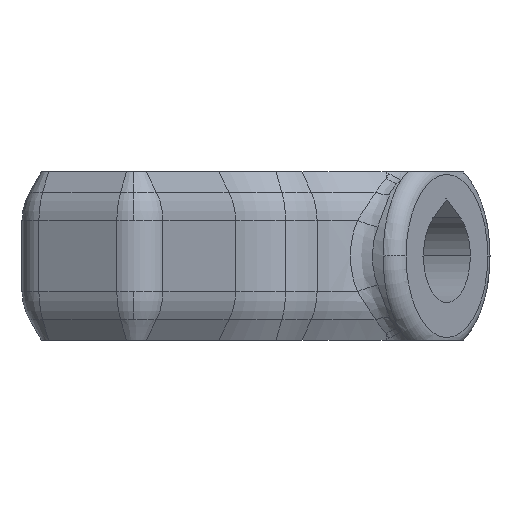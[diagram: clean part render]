
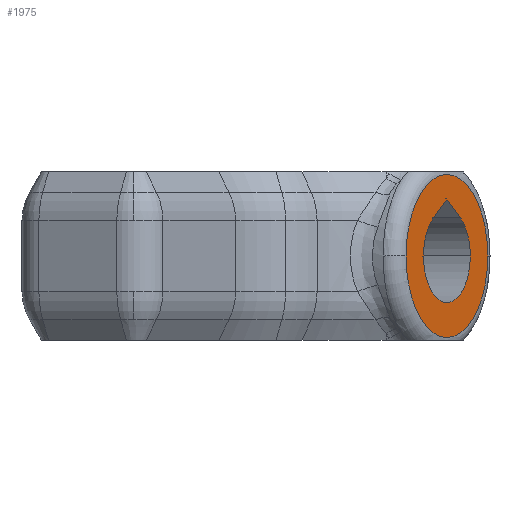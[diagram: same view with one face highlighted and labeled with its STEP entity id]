
A CAD part, left-side view. The second image highlights one B-rep face of the part: STEP entity #1975.
In plain terms, the highlighted planar face has unit normal (-0.5, -0.866, 0).
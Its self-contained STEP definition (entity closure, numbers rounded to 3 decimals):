
#75 = CARTESIAN_POINT ( 'NONE',  ( -25.666, -4.349, 10.899 ) ) ;
#118 = CARTESIAN_POINT ( 'NONE',  ( -17.32, -9.167, 7.5 ) ) ;
#124 = CARTESIAN_POINT ( 'NONE',  ( -27.199, -3.464, 7.5 ) ) ;
#1057 = VERTEX_POINT ( 'NONE', #8196 ) ;
#1079 = VERTEX_POINT ( 'NONE', #8174 ) ;
#1131 = VERTEX_POINT ( 'NONE', #124 ) ;
#1137 = VERTEX_POINT ( 'NONE', #118 ) ;
#1177 = VERTEX_POINT ( 'NONE', #75 ) ;
#1469 = ORIENTED_EDGE ( 'NONE', *, *, #5344, .T. ) ;
#1521 = ORIENTED_EDGE ( 'NONE', *, *, #5420, .T. ) ;
#1566 = ORIENTED_EDGE ( 'NONE', *, *, #5411, .T. ) ;
#1579 = ORIENTED_EDGE ( 'NONE', *, *, #5407, .T. ) ;
#1581 = ORIENTED_EDGE ( 'NONE', *, *, #5423, .T. ) ;
#1582 = ORIENTED_EDGE ( 'NONE', *, *, #5422, .T. ) ;
#1584 = ORIENTED_EDGE ( 'NONE', *, *, #5421, .T. ) ;
#1690 = CIRCLE ( 'NONE', #4059, 4.15 ) ;
#1699 = CIRCLE ( 'NONE', #4061, 4.15 ) ;
#1706 = CIRCLE ( 'NONE', #4065, 7.257 ) ;
#1712 = LINE ( 'NONE', #3672, #1714 ) ;
#1713 = LINE ( 'NONE', #3692, #1716 ) ;
#1714 = VECTOR ( 'NONE', #3680, 1000. ) ;
#1715 = CIRCLE ( 'NONE', #4066, 4.15 ) ;
#1716 = VECTOR ( 'NONE', #3693, 1000. ) ;
#1975 = ADVANCED_FACE ( 'NONE', ( #2582, #2586 ), #5758, .T. ) ;
#2281 = CARTESIAN_POINT ( 'NONE',  ( -23.605, -5.539, 7.5 ) ) ;
#2282 = DIRECTION ( 'NONE',  ( -0.5, -0.866, 0. ) ) ;
#2283 = DIRECTION ( 'NONE',  ( 0.866, -0.5, 0. ) ) ;
#2582 = FACE_OUTER_BOUND ( 'NONE', #3009, .T. ) ;
#2586 = FACE_BOUND ( 'NONE', #2988, .T. ) ;
#2817 = CIRCLE ( 'NONE', #5726, 7.257 ) ;
#2988 = EDGE_LOOP ( 'NONE', ( #1584, #1582, #1581, #1579, #1566 ) ) ;
#3009 = EDGE_LOOP ( 'NONE', ( #1469, #1521 ) ) ;
#3647 = CARTESIAN_POINT ( 'NONE',  ( -23.605, -5.539, 7.5 ) ) ;
#3648 = DIRECTION ( 'NONE',  ( 0.5, 0.866, 0. ) ) ;
#3649 = DIRECTION ( 'NONE',  ( 0.866, -0.5, 0. ) ) ;
#3657 = CARTESIAN_POINT ( 'NONE',  ( -23.605, -5.539, 7.5 ) ) ;
#3658 = DIRECTION ( 'NONE',  ( 0.5, 0.866, 0. ) ) ;
#3659 = DIRECTION ( 'NONE',  ( 0.866, -0.5, 0. ) ) ;
#3672 = CARTESIAN_POINT ( 'NONE',  ( -25.666, -4.349, 10.899 ) ) ;
#3680 = DIRECTION ( 'NONE',  ( 0.709, -0.41, 0.574 ) ) ;
#3689 = CARTESIAN_POINT ( 'NONE',  ( -23.605, -5.539, 7.5 ) ) ;
#3690 = DIRECTION ( 'NONE',  ( -0.5, -0.866, 0. ) ) ;
#3691 = DIRECTION ( 'NONE',  ( 0.866, -0.5, 0. ) ) ;
#3692 = CARTESIAN_POINT ( 'NONE',  ( -21.543, -6.729, 10.899 ) ) ;
#3693 = DIRECTION ( 'NONE',  ( 0.709, -0.41, -0.574 ) ) ;
#3694 = CARTESIAN_POINT ( 'NONE',  ( -23.605, -5.539, 7.5 ) ) ;
#3695 = DIRECTION ( 'NONE',  ( 0.5, 0.866, 0. ) ) ;
#3696 = DIRECTION ( 'NONE',  ( 0.866, -0.5, 0. ) ) ;
#4059 = AXIS2_PLACEMENT_3D ( 'NONE', #3647, #3648, #3649 ) ;
#4061 = AXIS2_PLACEMENT_3D ( 'NONE', #3657, #3658, #3659 ) ;
#4065 = AXIS2_PLACEMENT_3D ( 'NONE', #3689, #3690, #3691 ) ;
#4066 = AXIS2_PLACEMENT_3D ( 'NONE', #3694, #3695, #3696 ) ;
#5344 = EDGE_CURVE ( 'NONE', #1137, #7892, #2817, .T. ) ;
#5407 = EDGE_CURVE ( 'NONE', #7611, #1131, #1690, .T. ) ;
#5411 = EDGE_CURVE ( 'NONE', #1131, #1177, #1699, .T. ) ;
#5420 = EDGE_CURVE ( 'NONE', #7892, #1137, #1706, .T. ) ;
#5421 = EDGE_CURVE ( 'NONE', #1177, #1079, #1712, .T. ) ;
#5422 = EDGE_CURVE ( 'NONE', #1079, #1057, #1713, .T. ) ;
#5423 = EDGE_CURVE ( 'NONE', #1057, #7611, #1715, .T. ) ;
#5615 = AXIS2_PLACEMENT_3D ( 'NONE', #5761, #5756, #5755 ) ;
#5726 = AXIS2_PLACEMENT_3D ( 'NONE', #2281, #2282, #2283 ) ;
#5755 = DIRECTION ( 'NONE',  ( -0.866, 0.5, 0. ) ) ;
#5756 = DIRECTION ( 'NONE',  ( -0.5, -0.866, 0. ) ) ;
#5758 = PLANE ( 'NONE',  #5615 ) ;
#5761 = CARTESIAN_POINT ( 'NONE',  ( -23.605, -5.539, 7.5 ) ) ;
#6086 = CARTESIAN_POINT ( 'NONE',  ( -20.011, -7.614, 7.5 ) ) ;
#6144 = CARTESIAN_POINT ( 'NONE',  ( -29.89, -1.91, 7.5 ) ) ;
#7611 = VERTEX_POINT ( 'NONE', #6086 ) ;
#7892 = VERTEX_POINT ( 'NONE', #6144 ) ;
#8174 = CARTESIAN_POINT ( 'NONE',  ( -23.605, -5.539, 12.566 ) ) ;
#8196 = CARTESIAN_POINT ( 'NONE',  ( -21.543, -6.729, 10.899 ) ) ;
